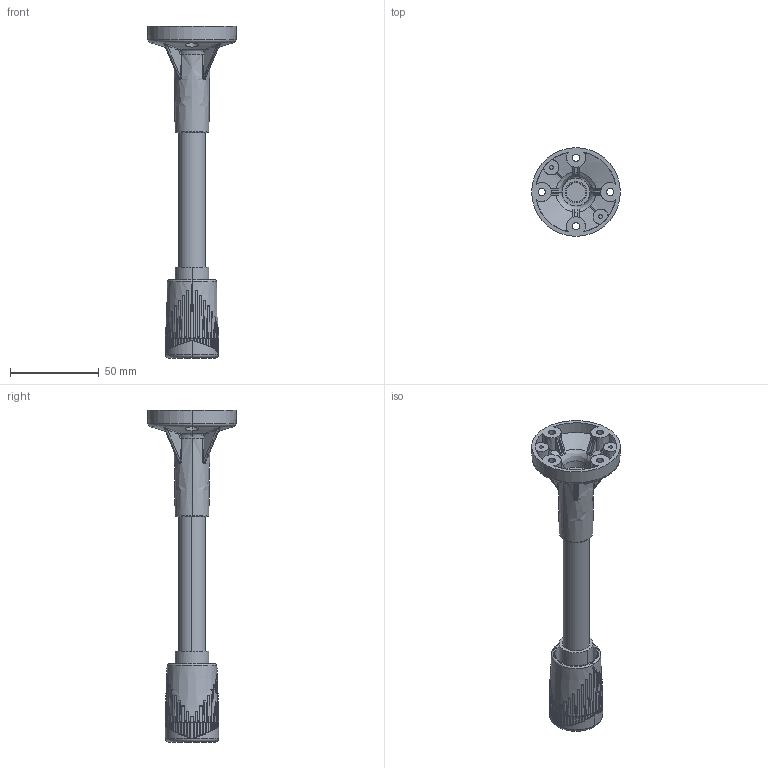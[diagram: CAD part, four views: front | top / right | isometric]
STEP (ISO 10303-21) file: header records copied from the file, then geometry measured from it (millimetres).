
FILE_DESCRIPTION (( 'STEP AP203' ), '1' );
FILE_NAME ('0530TBS10K.STEP', '2021-04-01T06:32:33', ( '' ), ( '' ), 'SwSTEP 2.0', 'SolidWorks 2016', '' );
FILE_SCHEMA (( 'CONFIG_CONTROL_DESIGN' ));
Length unit declared in the file: millimetre
Products named in the file (5): 菁釱; 10拻踢盓裝; 30shanggai; 30xiagai; 0530TBS10K
Assembly tree (4 placements, depth 2):
  0530TBS10K
    菁釱
    10拻踢盓裝
    30xiagai
    30shanggai
Bounding box: 50 x 50 x 187 mm (x, y, z)
Volume: 42239.1 mm3; surface area: 39018.4 mm2
Topology: 4 solids, 4 shells, 1067 faces, 2764 edges, 1718 vertices
Faces by surface type: torus 362, bspline 266, cylinder 219, plane 167, cone 53
Entity records: 40458 total; most frequent: CARTESIAN_POINT 16062, ORIENTED_EDGE 5528, DIRECTION 4608, EDGE_CURVE 2764, AXIS2_PLACEMENT_3D 2059, VERTEX_POINT 1718, CIRCLE 1251, EDGE_LOOP 1098
